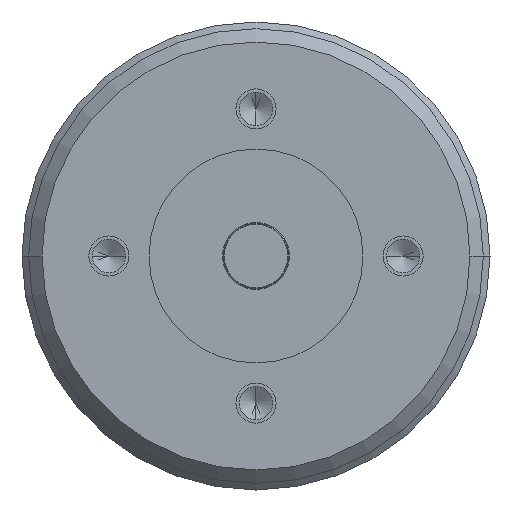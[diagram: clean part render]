
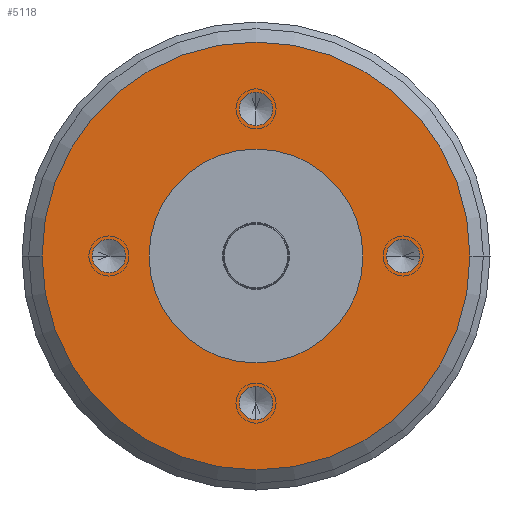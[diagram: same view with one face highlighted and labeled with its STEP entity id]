
A CAD part, left-side view. The second image highlights one B-rep face of the part: STEP entity #5118.
In plain terms, the highlighted planar face has unit normal (-1, 0, 0).
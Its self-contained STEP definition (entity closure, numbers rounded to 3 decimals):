
#1173=CARTESIAN_POINT('',(-49.96,0.,0.));
#1174=DIRECTION('',(1.,0.,0.));
#1175=DIRECTION('',(0.,1.,0.));
#1176=AXIS2_PLACEMENT_3D('',#1173,#1174,#1175);
#1178=CARTESIAN_POINT('',(-49.96,0.,0.));
#1179=DIRECTION('',(-1.,0.,0.));
#1180=DIRECTION('',(0.,1.,0.));
#1181=AXIS2_PLACEMENT_3D('',#1178,#1179,#1180);
#1183=CARTESIAN_POINT('',(-49.96,0.,0.));
#1184=DIRECTION('',(1.,0.,0.));
#1185=DIRECTION('',(0.,0.,1.));
#1186=AXIS2_PLACEMENT_3D('',#1183,#1184,#1185);
#1188=CARTESIAN_POINT('',(-49.96,0.,0.));
#1189=DIRECTION('',(1.,0.,0.));
#1190=DIRECTION('',(0.,0.,-1.));
#1191=AXIS2_PLACEMENT_3D('',#1188,#1189,#1190);
#1193=CARTESIAN_POINT('',(-49.96,11.,0.));
#1194=DIRECTION('',(-1.,0.,0.));
#1195=DIRECTION('',(0.,1.,0.));
#1196=AXIS2_PLACEMENT_3D('',#1193,#1194,#1195);
#1198=CARTESIAN_POINT('',(-49.96,11.,0.));
#1199=DIRECTION('',(-1.,0.,0.));
#1200=DIRECTION('',(0.,-1.,0.));
#1201=AXIS2_PLACEMENT_3D('',#1198,#1199,#1200);
#1203=CARTESIAN_POINT('',(-49.96,0.,11.));
#1204=DIRECTION('',(-1.,0.,0.));
#1205=DIRECTION('',(0.,0.,1.));
#1206=AXIS2_PLACEMENT_3D('',#1203,#1204,#1205);
#1208=CARTESIAN_POINT('',(-49.96,0.,11.));
#1209=DIRECTION('',(-1.,0.,0.));
#1210=DIRECTION('',(0.,0.,-1.));
#1211=AXIS2_PLACEMENT_3D('',#1208,#1209,#1210);
#1213=CARTESIAN_POINT('',(-49.96,-11.,0.));
#1214=DIRECTION('',(-1.,0.,0.));
#1215=DIRECTION('',(0.,-1.,0.));
#1216=AXIS2_PLACEMENT_3D('',#1213,#1214,#1215);
#1218=CARTESIAN_POINT('',(-49.96,-11.,0.));
#1219=DIRECTION('',(-1.,0.,0.));
#1220=DIRECTION('',(0.,1.,0.));
#1221=AXIS2_PLACEMENT_3D('',#1218,#1219,#1220);
#1223=CARTESIAN_POINT('',(-49.96,0.,-11.));
#1224=DIRECTION('',(-1.,0.,0.));
#1225=DIRECTION('',(0.,0.,-1.));
#1226=AXIS2_PLACEMENT_3D('',#1223,#1224,#1225);
#1228=CARTESIAN_POINT('',(-49.96,0.,-11.));
#1229=DIRECTION('',(-1.,0.,0.));
#1230=DIRECTION('',(0.,0.,1.));
#1231=AXIS2_PLACEMENT_3D('',#1228,#1229,#1230);
#3356=CARTESIAN_POINT('',(-49.96,16.,0.));
#3357=VERTEX_POINT('',#3356);
#3374=CARTESIAN_POINT('',(-49.96,-16.,0.));
#3375=VERTEX_POINT('',#3374);
#3590=CARTESIAN_POINT('',(-49.96,0.,8.));
#3591=CARTESIAN_POINT('',(-49.96,0.,-8.));
#3592=VERTEX_POINT('',#3590);
#3593=VERTEX_POINT('',#3591);
#3600=CARTESIAN_POINT('',(-49.96,12.25,0.));
#3601=CARTESIAN_POINT('',(-49.96,9.75,0.));
#3602=VERTEX_POINT('',#3600);
#3603=VERTEX_POINT('',#3601);
#3610=CARTESIAN_POINT('',(-49.96,0.,12.25));
#3611=CARTESIAN_POINT('',(-49.96,0.,9.75));
#3612=VERTEX_POINT('',#3610);
#3613=VERTEX_POINT('',#3611);
#3620=CARTESIAN_POINT('',(-49.96,-12.25,0.));
#3621=CARTESIAN_POINT('',(-49.96,-9.75,0.));
#3622=VERTEX_POINT('',#3620);
#3623=VERTEX_POINT('',#3621);
#3630=CARTESIAN_POINT('',(-49.96,0.,-12.25));
#3631=CARTESIAN_POINT('',(-49.96,0.,-9.75));
#3632=VERTEX_POINT('',#3630);
#3633=VERTEX_POINT('',#3631);
#5079=CARTESIAN_POINT('',(-49.96,0.,0.));
#5080=DIRECTION('',(-1.,0.,0.));
#5081=DIRECTION('',(0.,1.,0.));
#5082=AXIS2_PLACEMENT_3D('',#5079,#5080,#5081);
#5083=PLANE('',#5082);
#5084=ORIENTED_EDGE('',*,*,#5074,.T.);
#5085=ORIENTED_EDGE('',*,*,#5058,.F.);
#5086=EDGE_LOOP('',(#5084,#5085));
#5087=FACE_OUTER_BOUND('',#5086,.F.);
#5089=ORIENTED_EDGE('',*,*,#5088,.F.);
#5091=ORIENTED_EDGE('',*,*,#5090,.F.);
#5092=EDGE_LOOP('',(#5089,#5091));
#5093=FACE_BOUND('',#5092,.F.);
#5095=ORIENTED_EDGE('',*,*,#5094,.T.);
#5097=ORIENTED_EDGE('',*,*,#5096,.T.);
#5098=EDGE_LOOP('',(#5095,#5097));
#5099=FACE_BOUND('',#5098,.F.);
#5101=ORIENTED_EDGE('',*,*,#5100,.T.);
#5103=ORIENTED_EDGE('',*,*,#5102,.T.);
#5104=EDGE_LOOP('',(#5101,#5103));
#5105=FACE_BOUND('',#5104,.F.);
#5107=ORIENTED_EDGE('',*,*,#5106,.T.);
#5109=ORIENTED_EDGE('',*,*,#5108,.T.);
#5110=EDGE_LOOP('',(#5107,#5109));
#5111=FACE_BOUND('',#5110,.F.);
#5113=ORIENTED_EDGE('',*,*,#5112,.T.);
#5115=ORIENTED_EDGE('',*,*,#5114,.T.);
#5116=EDGE_LOOP('',(#5113,#5115));
#5117=FACE_BOUND('',#5116,.F.);
#5118=ADVANCED_FACE('',(#5087,#5093,#5099,#5105,#5111,#5117),#5083,.T.);
#1177=CIRCLE('',#1176,16.);
#1182=CIRCLE('',#1181,16.);
#1187=CIRCLE('',#1186,8.);
#1192=CIRCLE('',#1191,8.);
#1197=CIRCLE('',#1196,1.25);
#1202=CIRCLE('',#1201,1.25);
#1207=CIRCLE('',#1206,1.25);
#1212=CIRCLE('',#1211,1.25);
#1217=CIRCLE('',#1216,1.25);
#1222=CIRCLE('',#1221,1.25);
#1227=CIRCLE('',#1226,1.25);
#1232=CIRCLE('',#1231,1.25);
#5058=EDGE_CURVE('',#3357,#3375,#1182,.T.);
#5074=EDGE_CURVE('',#3357,#3375,#1177,.T.);
#5088=EDGE_CURVE('',#3592,#3593,#1187,.T.);
#5090=EDGE_CURVE('',#3593,#3592,#1192,.T.);
#5094=EDGE_CURVE('',#3602,#3603,#1197,.T.);
#5096=EDGE_CURVE('',#3603,#3602,#1202,.T.);
#5100=EDGE_CURVE('',#3612,#3613,#1207,.T.);
#5102=EDGE_CURVE('',#3613,#3612,#1212,.T.);
#5106=EDGE_CURVE('',#3622,#3623,#1217,.T.);
#5108=EDGE_CURVE('',#3623,#3622,#1222,.T.);
#5112=EDGE_CURVE('',#3632,#3633,#1227,.T.);
#5114=EDGE_CURVE('',#3633,#3632,#1232,.T.);
